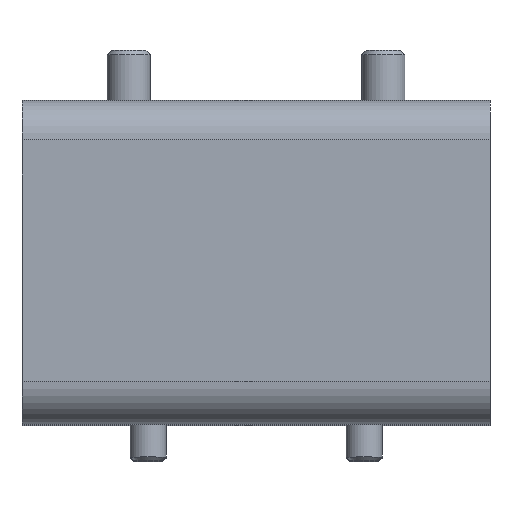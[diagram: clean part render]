
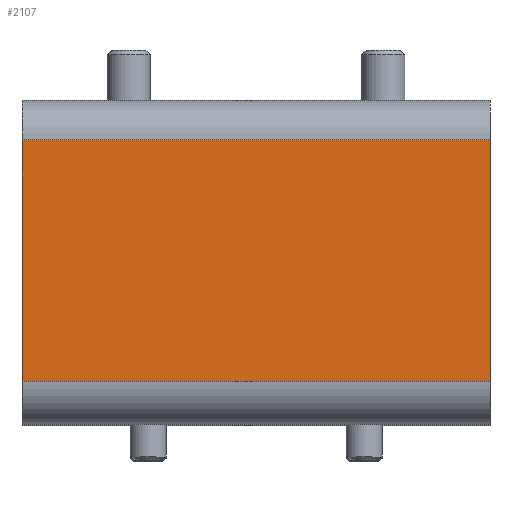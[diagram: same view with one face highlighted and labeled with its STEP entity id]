
A CAD part, top view. The second image highlights one B-rep face of the part: STEP entity #2107.
In plain terms, the highlighted planar face has unit normal (0, 0, 1).
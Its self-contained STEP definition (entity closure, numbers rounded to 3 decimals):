
#251=LINE('',#3227,#411);
#268=LINE('',#3338,#428);
#300=LINE('',#3472,#460);
#301=LINE('',#3473,#461);
#411=VECTOR('',#2535,1000.);
#428=VECTOR('',#2604,1000.);
#460=VECTOR('',#2704,1000.);
#461=VECTOR('',#2705,1000.);
#704=ORIENTED_EDGE('',*,*,#1287,.T.);
#705=ORIENTED_EDGE('',*,*,#1227,.F.);
#706=ORIENTED_EDGE('',*,*,#1288,.F.);
#707=ORIENTED_EDGE('',*,*,#1186,.T.);
#1186=EDGE_CURVE('',#1487,#1486,#251,.T.);
#1227=EDGE_CURVE('',#1520,#1521,#268,.T.);
#1287=EDGE_CURVE('',#1486,#1521,#300,.T.);
#1288=EDGE_CURVE('',#1487,#1520,#301,.T.);
#1486=VERTEX_POINT('',#3226);
#1487=VERTEX_POINT('',#3228);
#1520=VERTEX_POINT('',#3339);
#1521=VERTEX_POINT('',#3340);
#1726=EDGE_LOOP('',(#704,#705,#706,#707));
#1888=FACE_BOUND('',#1726,.T.);
#2029=PLANE('',#2318);
#2107=ADVANCED_FACE('',(#1888),#2029,.F.);
#2318=AXIS2_PLACEMENT_3D('',#3471,#2702,#2703);
#2535=DIRECTION('',(-1.,0.,0.));
#2604=DIRECTION('',(-1.,0.,0.));
#2702=DIRECTION('',(0.,0.,-1.));
#2703=DIRECTION('',(-1.,0.,0.));
#2704=DIRECTION('',(0.,-1.,0.));
#2705=DIRECTION('',(0.,-1.,0.));
#3226=CARTESIAN_POINT('',(-32.5,-5.5,55.));
#3227=CARTESIAN_POINT('',(32.5,-5.5,55.));
#3228=CARTESIAN_POINT('',(32.5,-5.5,55.));
#3338=CARTESIAN_POINT('',(32.5,-39.,55.));
#3339=CARTESIAN_POINT('',(32.5,-39.,55.));
#3340=CARTESIAN_POINT('',(-32.5,-39.,55.));
#3471=CARTESIAN_POINT('',(32.5,-5.5,55.));
#3472=CARTESIAN_POINT('',(-32.5,-5.5,55.));
#3473=CARTESIAN_POINT('',(32.5,-5.5,55.));
